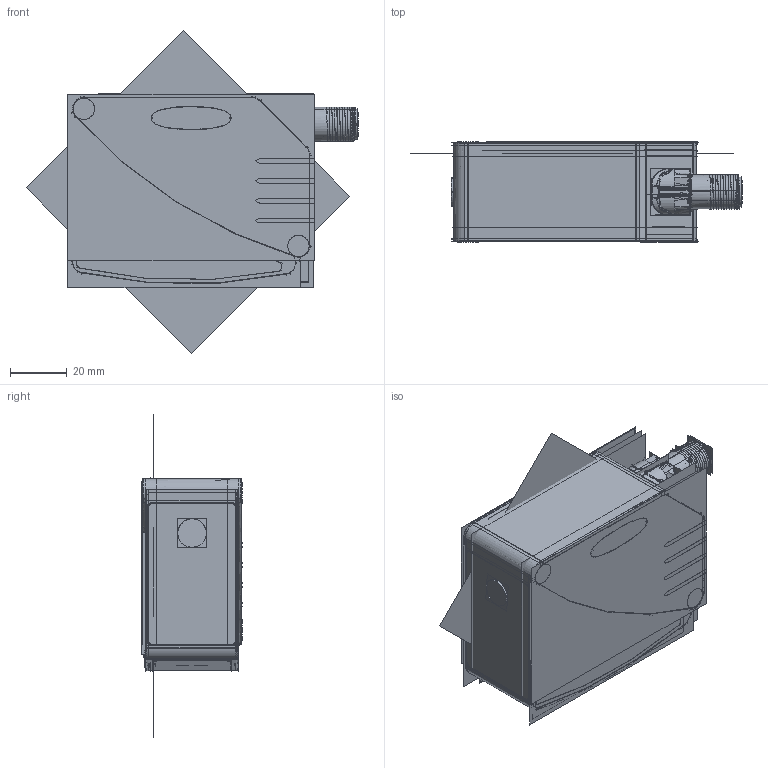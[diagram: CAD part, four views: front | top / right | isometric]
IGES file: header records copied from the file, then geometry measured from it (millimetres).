
Start section:  PTC IGES file: 188667.igs
Global section: file name: 188667.igs; native system: Creo Parametric by PTC Inc.; preprocessor: 2016260; author: PDMAdmin; organization: Unknown; date: 20161209.102716; units: millimetre
Bounding box: 116.76 x 35.32 x 113.65 mm (x, y, z)
Volume: 51532.5 mm3; surface area: 895908.4 mm2
Topology: 7 solids, 9 shells, 2874 faces, 14100 edges, 17600 vertices
Faces by surface type: bspline 1554, revolution 1312, extrusion 8
